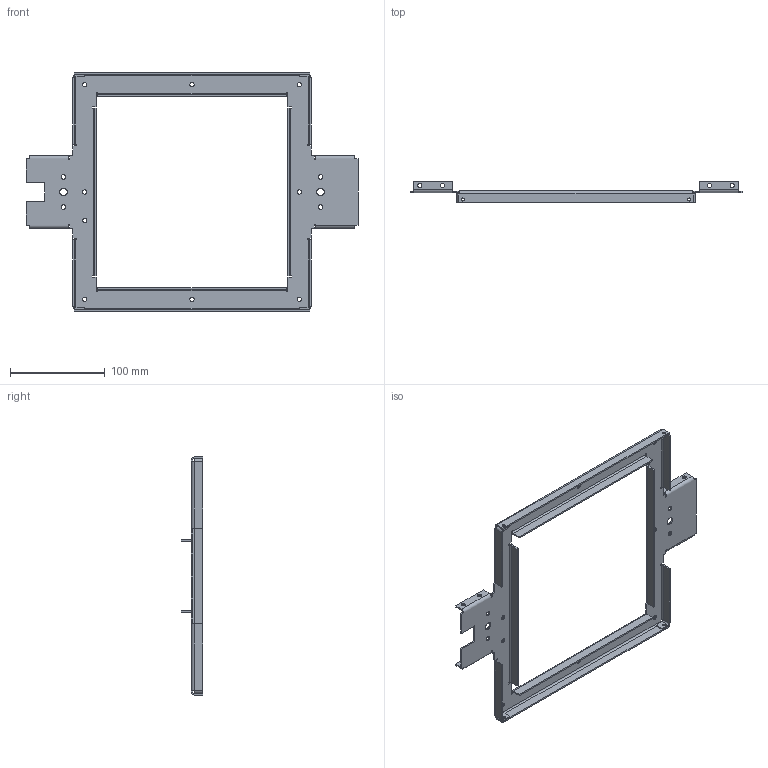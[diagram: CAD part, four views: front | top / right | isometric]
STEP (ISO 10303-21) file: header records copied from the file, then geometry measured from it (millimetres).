
FILE_DESCRIPTION(/* description */ (''),/* implementation_level */ '2;1');
FILE_NAME(/* name */ 'carrier.stp',/* time_stamp */ '2016-06-29T22:10:17-07:00',/* author */ ('cruiser'),/* organization */ (''),/* preprocessor_version */ 'ST-DEVELOPER v15.2',/* originating_system */ 'Autodesk Inventor 2014',/* authorisation */ '');
FILE_SCHEMA (('AUTOMOTIVE_DESIGN { 1 0 10303 214 3 1 1 }'));
Length unit declared in the file: millimetre
Products named in the file (1): carrier
Bounding box: 350 x 22.41 x 251 mm (x, y, z)
Volume: 71476.6 mm3; surface area: 94795.1 mm2
Topology: 1 solids, 1 shells, 269 faces, 657 edges, 390 vertices
Faces by surface type: plane 202, cylinder 67
Full cylindrical faces by diameter (mm): 3.3 x8, 4.5 x17, 5 x4, 8 x2
Entity records: 7670 total; most frequent: DIRECTION 1300, CARTESIAN_POINT 1286, ORIENTED_EDGE 1252, EDGE_CURVE 626, LINE 492, VECTOR 492, AXIS2_PLACEMENT_3D 404, VERTEX_POINT 390
